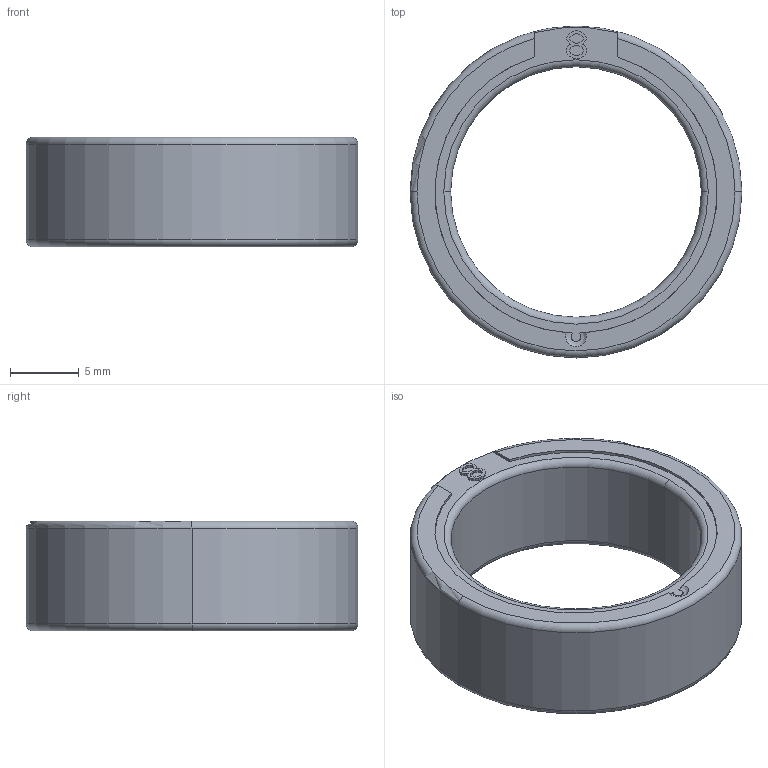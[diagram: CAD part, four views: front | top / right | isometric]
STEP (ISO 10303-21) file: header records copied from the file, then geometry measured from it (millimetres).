
FILE_DESCRIPTION((''),'2;1');
FILE_NAME('PRT0006','2024-05-22T16:41:31',('weige'),(''),'CREO PARAMETRIC BY PTC INC, 2023072','CREO PARAMETRIC BY PTC INC, 2023072','');
FILE_SCHEMA(('CONFIG_CONTROL_DESIGN'));
Length unit declared in the file: millimetre
Products named in the file (1): PRT0006
Bounding box: 24.1 x 24.1 x 7.95 mm (x, y, z)
Volume: 1513.8 mm3; surface area: 1396.8 mm2
Topology: 1 solids, 1 shells, 96 faces, 261 edges, 170 vertices
Faces by surface type: plane 75, torus 9, cylinder 8, bspline 2, sphere 2
Entity records: 3086 total; most frequent: CARTESIAN_POINT 604, ORIENTED_EDGE 518, DIRECTION 486, EDGE_CURVE 259, VECTOR 210, LINE 210, VERTEX_POINT 170, AXIS2_PLACEMENT_3D 138
